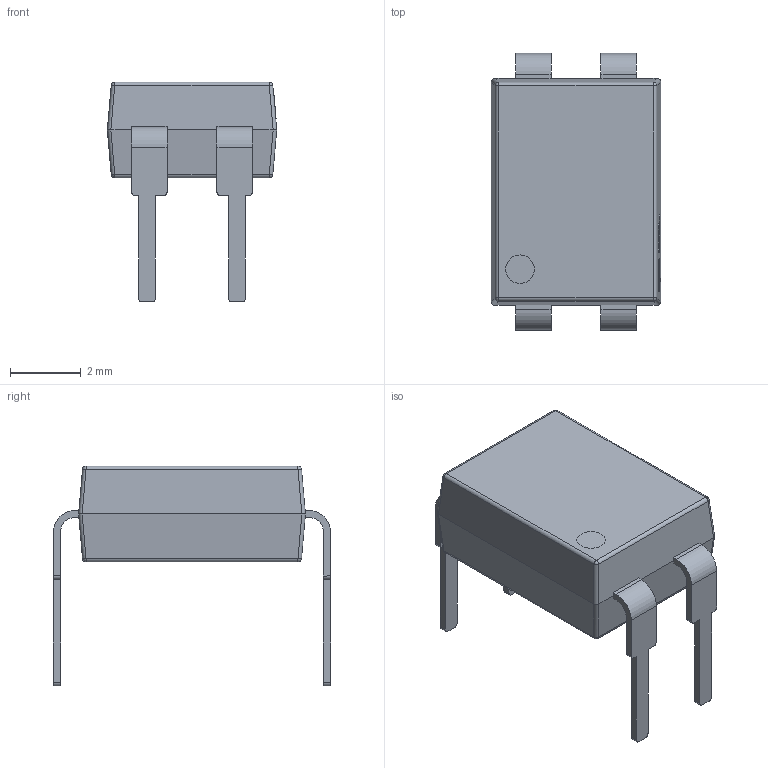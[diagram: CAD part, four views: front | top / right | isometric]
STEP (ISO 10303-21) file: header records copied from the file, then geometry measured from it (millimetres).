
FILE_DESCRIPTION (( 'STEP AP214' ), '1' );
FILE_NAME ('DIP-4_L6.4-W4.8-P2.54-LS7.6-BL.STEP', '2022-08-17T06:39:30', ( 'PC' ), ( 'Microsoft' ), 'SwSTEP 2.0', 'SolidWorks 2020', '' );
FILE_SCHEMA (( 'AUTOMOTIVE_DESIGN' ));
Length unit declared in the file: millimetre
Products named in the file (1): DIP-4_L6.4-W4.8-P2.54-LS7.6-BL
Bounding box: 4.78 x 7.82 x 6.2 mm (x, y, z)
Volume: 81.9 mm3; surface area: 151 mm2
Topology: 1 solids, 1 shells, 329 faces, 889 edges, 582 vertices
Faces by surface type: plane 181, bspline 98, cylinder 42, sphere 8
Entity records: 14408 total; most frequent: CARTESIAN_POINT 3119, ORIENTED_EDGE 1778, DIRECTION 1225, EDGE_CURVE 889, VECTOR 609, LINE 609, VERTEX_POINT 582, EDGE_LOOP 349
